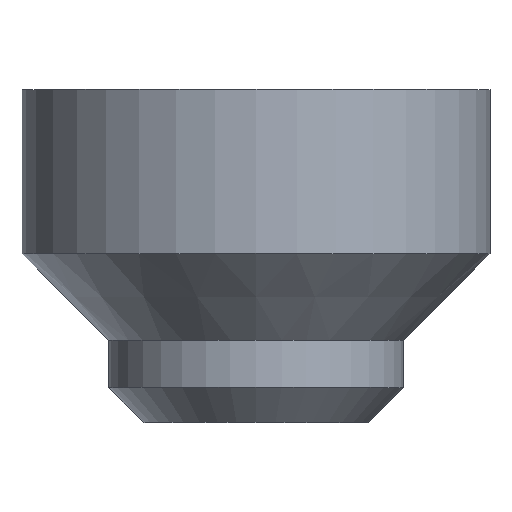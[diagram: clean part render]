
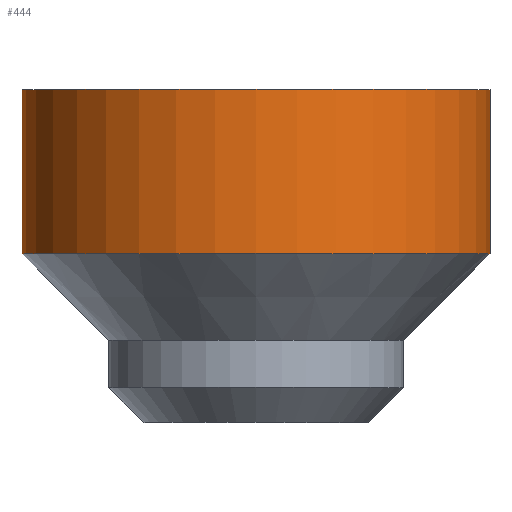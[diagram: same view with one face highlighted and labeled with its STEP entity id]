
A CAD part, top view. The second image highlights one B-rep face of the part: STEP entity #444.
In plain terms, the highlighted cylindrical face has radius 11.4 mm (diameter 22.8 mm), a partial arc.
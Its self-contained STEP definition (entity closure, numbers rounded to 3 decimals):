
#2 = CARTESIAN_POINT ( 'NONE',  ( 11.4, 0., 0. ) ) ;
#6 = EDGE_CURVE ( 'NONE', #158, #446, #356, .T. ) ;
#13 = EDGE_CURVE ( 'NONE', #158, #294, #180, .T. ) ;
#70 = DIRECTION ( 'NONE',  ( 0., 1., 0. ) ) ;
#77 = DIRECTION ( 'NONE',  ( -1., 0., 0. ) ) ;
#103 = FACE_OUTER_BOUND ( 'NONE', #332, .T. ) ;
#105 = CARTESIAN_POINT ( 'NONE',  ( 0., 51.274, 0. ) ) ;
#124 = ORIENTED_EDGE ( 'NONE', *, *, #308, .F. ) ;
#152 = CARTESIAN_POINT ( 'NONE',  ( -11.4, 0., 0. ) ) ;
#158 = VERTEX_POINT ( 'NONE', #152 ) ;
#159 = AXIS2_PLACEMENT_3D ( 'NONE', #105, #316, #489 ) ;
#180 = CIRCLE ( 'NONE', #393, 11.4 ) ;
#193 = CARTESIAN_POINT ( 'NONE',  ( -11.4, 51.274, 0. ) ) ;
#196 = CARTESIAN_POINT ( 'NONE',  ( 0., 8., 0. ) ) ;
#207 = ORIENTED_EDGE ( 'NONE', *, *, #348, .T. ) ;
#238 = CARTESIAN_POINT ( 'NONE',  ( 11.4, 51.274, 0. ) ) ;
#239 = CARTESIAN_POINT ( 'NONE',  ( 0., 0., 0. ) ) ;
#269 = DIRECTION ( 'NONE',  ( 0., 1., 0. ) ) ;
#273 = CARTESIAN_POINT ( 'NONE',  ( -11.4, 8., 0. ) ) ;
#278 = ORIENTED_EDGE ( 'NONE', *, *, #6, .F. ) ;
#281 = AXIS2_PLACEMENT_3D ( 'NONE', #196, #269, #77 ) ;
#294 = VERTEX_POINT ( 'NONE', #2 ) ;
#308 = EDGE_CURVE ( 'NONE', #446, #320, #470, .T. ) ;
#316 = DIRECTION ( 'NONE',  ( 0., 1., 0. ) ) ;
#320 = VERTEX_POINT ( 'NONE', #401 ) ;
#325 = VECTOR ( 'NONE', #70, 1000. ) ;
#327 = LINE ( 'NONE', #238, #478 ) ;
#332 = EDGE_LOOP ( 'NONE', ( #544, #207, #124, #278 ) ) ;
#348 = EDGE_CURVE ( 'NONE', #294, #320, #327, .T. ) ;
#355 = CYLINDRICAL_SURFACE ( 'NONE', #159, 11.4 ) ;
#356 = LINE ( 'NONE', #193, #325 ) ;
#357 = DIRECTION ( 'NONE',  ( 0., 1., 0. ) ) ;
#393 = AXIS2_PLACEMENT_3D ( 'NONE', #239, #443, #490 ) ;
#401 = CARTESIAN_POINT ( 'NONE',  ( 11.4, 8., 0. ) ) ;
#443 = DIRECTION ( 'NONE',  ( 0., 1., 0. ) ) ;
#444 = ADVANCED_FACE ( 'NONE', ( #103 ), #355, .T. ) ;
#446 = VERTEX_POINT ( 'NONE', #273 ) ;
#470 = CIRCLE ( 'NONE', #281, 11.4 ) ;
#478 = VECTOR ( 'NONE', #357, 1000. ) ;
#489 = DIRECTION ( 'NONE',  ( -1., 0., 0. ) ) ;
#490 = DIRECTION ( 'NONE',  ( -1., 0., 0. ) ) ;
#544 = ORIENTED_EDGE ( 'NONE', *, *, #13, .T. ) ;
